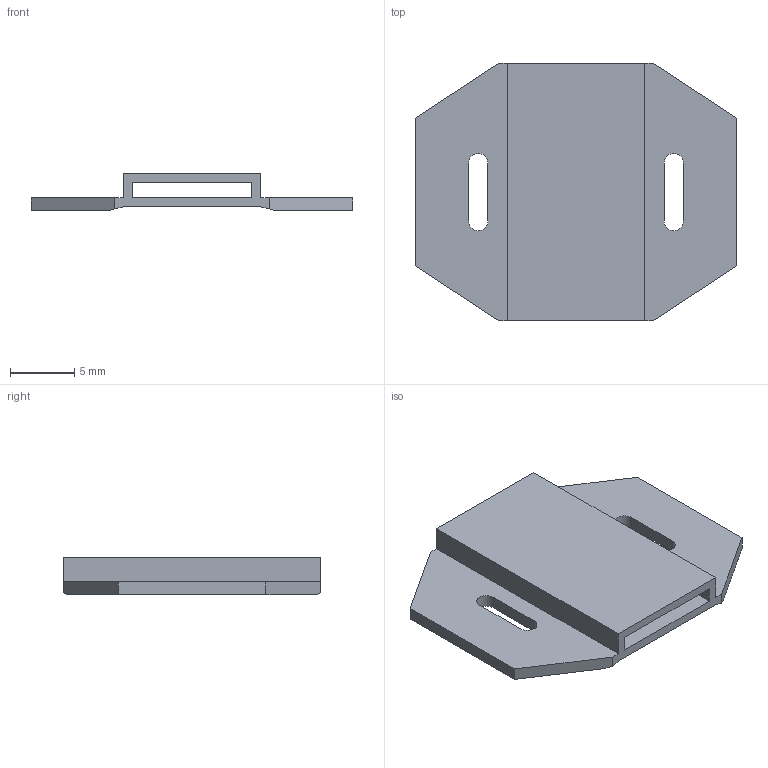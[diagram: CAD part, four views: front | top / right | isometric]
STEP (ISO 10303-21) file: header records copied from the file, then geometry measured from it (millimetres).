
FILE_DESCRIPTION(('CATIA V5R19 STEP'),'2;1');
FILE_NAME ('D1454928_0', '2015-10-27T13:20:02+00:00', ('Weidmueller Interface'), ('Weidmueller'), 'CATIA Version 5 Release 20 SP 5 (IN-10)', 'CATIA V5 STEP AP214', 'none');
FILE_SCHEMA(('AUTOMOTIVE_DESIGN { 1 0 10303 214 1 1 1 1 }'));
Length unit declared in the file: millimetre
Products named in the file (1): TMC 9/20
Bounding box: 25 x 20 x 2.9 mm (x, y, z)
Volume: 540 mm3; surface area: 1469.7 mm2
Topology: 1 solids, 1 shells, 30 faces, 84 edges, 56 vertices
Faces by surface type: plane 26, cylinder 4
Entity records: 968 total; most frequent: CARTESIAN_POINT 168, ORIENTED_EDGE 168, DIRECTION 138, EDGE_CURVE 84, VECTOR 76, LINE 76, VERTEX_POINT 56, AXIS2_PLACEMENT_3D 36
